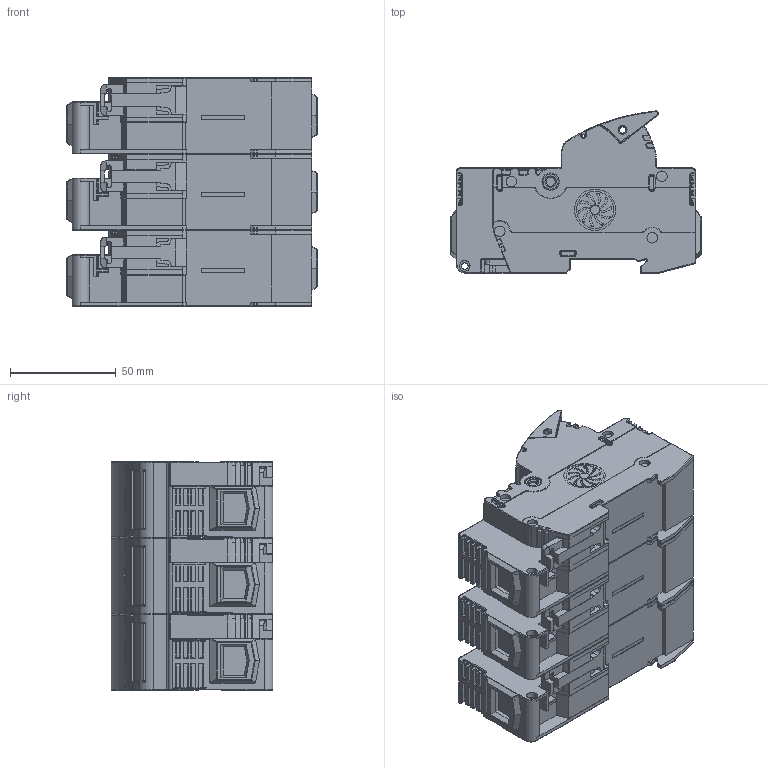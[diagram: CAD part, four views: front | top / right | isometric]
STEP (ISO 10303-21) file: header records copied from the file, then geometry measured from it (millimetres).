
FILE_DESCRIPTION (( 'STEP AP214' ), '1' );
FILE_NAME ('3d_3P_PR125.STEP', '2025-01-22T06:50:50', ( '' ), ( '' ), 'SwSTEP 2.0', 'SolidWorks 2022', '' );
FILE_SCHEMA (( 'AUTOMOTIVE_DESIGN' ));
Products named in the file (1): 3d_3P_PR125
Bounding box: 118 x 76.37 x 108 mm (x, y, z)
Volume: 607615.4 mm3; surface area: 104216 mm2
Topology: 3 solids, 36 shells, 4971 faces, 12738 edges, 7542 vertices
Faces by surface type: cylinder 2097, plane 1851, sphere 519, torus 354, bspline 114, cone 36
Entity records: 157484 total; most frequent: CARTESIAN_POINT 37837, DIRECTION 26117, ORIENTED_EDGE 24678, EDGE_CURVE 12339, AXIS2_PLACEMENT_3D 9691, VERTEX_POINT 7542, VECTOR 6735, LINE 6735
